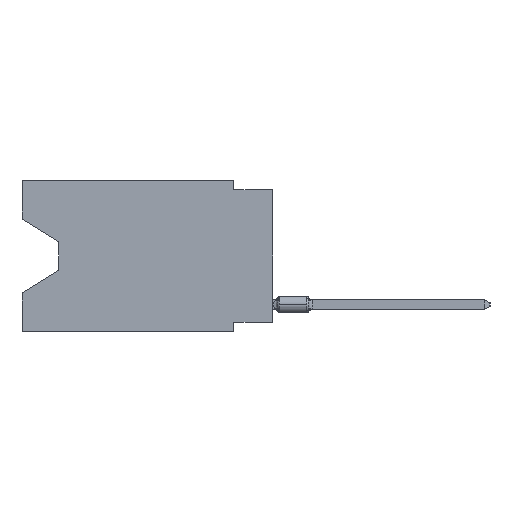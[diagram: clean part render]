
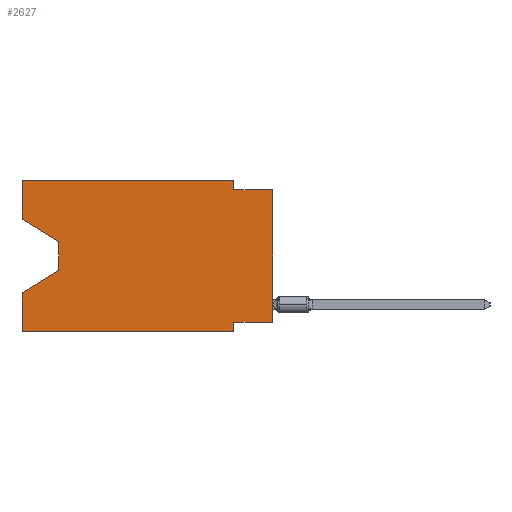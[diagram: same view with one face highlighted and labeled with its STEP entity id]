
A CAD part, left-side view. The second image highlights one B-rep face of the part: STEP entity #2627.
In plain terms, the highlighted planar face has unit normal (-1, 0, 0).
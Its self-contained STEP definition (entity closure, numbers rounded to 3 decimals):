
#402 = CARTESIAN_POINT ( 'NONE',  ( 0., 0., -9.271 ) ) ;
#593 = LINE ( 'NONE', #23870, #1624 ) ;
#1624 = VECTOR ( 'NONE', #9739, 1000. ) ;
#1889 = FACE_OUTER_BOUND ( 'NONE', #39557, .T. ) ;
#2396 = DIRECTION ( 'NONE',  ( 0., -1., 0. ) ) ;
#2513 = CARTESIAN_POINT ( 'NONE',  ( 0., 0., -0.635 ) ) ;
#2604 = ORIENTED_EDGE ( 'NONE', *, *, #21405, .F. ) ;
#2627 = ADVANCED_FACE ( 'NONE', ( #1889 ), #41209, .F. ) ;
#3169 = VECTOR ( 'NONE', #41608, 1000. ) ;
#3524 = CARTESIAN_POINT ( 'NONE',  ( 0., 13.97, -5.893 ) ) ;
#4102 = CARTESIAN_POINT ( 'NONE',  ( 0., 2.54, -9.906 ) ) ;
#5460 = LINE ( 'NONE', #12414, #20451 ) ;
#5979 = VERTEX_POINT ( 'NONE', #26150 ) ;
#6313 = LINE ( 'NONE', #22203, #18341 ) ;
#6341 = CARTESIAN_POINT ( 'NONE',  ( 0., 16.383, -2.546 ) ) ;
#6512 = VECTOR ( 'NONE', #33982, 1000. ) ;
#6739 = ORIENTED_EDGE ( 'NONE', *, *, #17135, .T. ) ;
#7660 = LINE ( 'NONE', #31128, #14770 ) ;
#8222 = DIRECTION ( 'NONE',  ( 0., 0., -1. ) ) ;
#8936 = VERTEX_POINT ( 'NONE', #12992 ) ;
#9260 = DIRECTION ( 'NONE',  ( 0., 0., -1. ) ) ;
#9305 = ORIENTED_EDGE ( 'NONE', *, *, #13006, .F. ) ;
#9739 = DIRECTION ( 'NONE',  ( 0., 0., 1. ) ) ;
#9745 = VERTEX_POINT ( 'NONE', #4102 ) ;
#11475 = LINE ( 'NONE', #24741, #30643 ) ;
#11497 = DIRECTION ( 'NONE',  ( 1., 0., 0. ) ) ;
#11685 = VERTEX_POINT ( 'NONE', #29341 ) ;
#12414 = CARTESIAN_POINT ( 'NONE',  ( 0., 16.383, 0. ) ) ;
#12992 = CARTESIAN_POINT ( 'NONE',  ( 0., 2.54, -9.271 ) ) ;
#13006 = EDGE_CURVE ( 'NONE', #11685, #35977, #38461, .T. ) ;
#13510 = ORIENTED_EDGE ( 'NONE', *, *, #19895, .T. ) ;
#14770 = VECTOR ( 'NONE', #41059, 1000. ) ;
#15438 = DIRECTION ( 'NONE',  ( 0., 0., 1. ) ) ;
#15807 = ORIENTED_EDGE ( 'NONE', *, *, #20010, .T. ) ;
#16080 = CARTESIAN_POINT ( 'NONE',  ( 0., 0., -0.635 ) ) ;
#16744 = ORIENTED_EDGE ( 'NONE', *, *, #25009, .T. ) ;
#16832 = CARTESIAN_POINT ( 'NONE',  ( 0., 16.383, -9.906 ) ) ;
#17135 = EDGE_CURVE ( 'NONE', #24609, #34308, #18809, .T. ) ;
#17457 = VECTOR ( 'NONE', #2396, 1000. ) ;
#17476 = CARTESIAN_POINT ( 'NONE',  ( 0., 0., 0. ) ) ;
#17722 = CARTESIAN_POINT ( 'NONE',  ( 0., 13.97, -4.013 ) ) ;
#17914 = LINE ( 'NONE', #17476, #6512 ) ;
#18341 = VECTOR ( 'NONE', #35883, 1000. ) ;
#18809 = LINE ( 'NONE', #22301, #34391 ) ;
#18811 = ORIENTED_EDGE ( 'NONE', *, *, #25120, .F. ) ;
#18952 = VECTOR ( 'NONE', #34874, 1000. ) ;
#19895 = EDGE_CURVE ( 'NONE', #34308, #28756, #25772, .T. ) ;
#20010 = EDGE_CURVE ( 'NONE', #42475, #35977, #17914, .T. ) ;
#20451 = VECTOR ( 'NONE', #15438, 1000. ) ;
#21405 = EDGE_CURVE ( 'NONE', #22966, #24744, #593, .T. ) ;
#22203 = CARTESIAN_POINT ( 'NONE',  ( 0., 2.54, 0. ) ) ;
#22301 = CARTESIAN_POINT ( 'NONE',  ( 0., 13.97, -4.013 ) ) ;
#22473 = CARTESIAN_POINT ( 'NONE',  ( 0., 16.383, 0. ) ) ;
#22527 = DIRECTION ( 'NONE',  ( 0., 0.855, -0.519 ) ) ;
#22656 = ORIENTED_EDGE ( 'NONE', *, *, #40977, .F. ) ;
#22966 = VERTEX_POINT ( 'NONE', #6341 ) ;
#23083 = CARTESIAN_POINT ( 'NONE',  ( 0., 16.383, -7.36 ) ) ;
#23768 = ORIENTED_EDGE ( 'NONE', *, *, #36794, .F. ) ;
#23809 = ORIENTED_EDGE ( 'NONE', *, *, #25081, .F. ) ;
#23870 = CARTESIAN_POINT ( 'NONE',  ( 0., 16.383, 0. ) ) ;
#24226 = EDGE_CURVE ( 'NONE', #22966, #24609, #11475, .T. ) ;
#24609 = VERTEX_POINT ( 'NONE', #17722 ) ;
#24741 = CARTESIAN_POINT ( 'NONE',  ( 0., 16.383, -2.546 ) ) ;
#24744 = VERTEX_POINT ( 'NONE', #22473 ) ;
#24826 = CARTESIAN_POINT ( 'NONE',  ( 0., 2.54, -9.906 ) ) ;
#25009 = EDGE_CURVE ( 'NONE', #31970, #9745, #7660, .T. ) ;
#25029 = DIRECTION ( 'NONE',  ( 0., 0., -1. ) ) ;
#25081 = EDGE_CURVE ( 'NONE', #8936, #9745, #41926, .T. ) ;
#25120 = EDGE_CURVE ( 'NONE', #31970, #28756, #5460, .T. ) ;
#25121 = LINE ( 'NONE', #32287, #18952 ) ;
#25772 = LINE ( 'NONE', #41789, #35654 ) ;
#26141 = ORIENTED_EDGE ( 'NONE', *, *, #28434, .F. ) ;
#26150 = CARTESIAN_POINT ( 'NONE',  ( 0., 2.54, 0. ) ) ;
#27905 = ORIENTED_EDGE ( 'NONE', *, *, #24226, .T. ) ;
#28434 = EDGE_CURVE ( 'NONE', #42475, #8936, #38999, .T. ) ;
#28756 = VERTEX_POINT ( 'NONE', #23083 ) ;
#29341 = CARTESIAN_POINT ( 'NONE',  ( 0., 2.54, -0.635 ) ) ;
#30643 = VECTOR ( 'NONE', #39961, 1000. ) ;
#31128 = CARTESIAN_POINT ( 'NONE',  ( 0., 16.383, -9.906 ) ) ;
#31970 = VERTEX_POINT ( 'NONE', #16832 ) ;
#32287 = CARTESIAN_POINT ( 'NONE',  ( 0., 16.383, 0. ) ) ;
#32525 = CARTESIAN_POINT ( 'NONE',  ( 0., 0., -9.271 ) ) ;
#33982 = DIRECTION ( 'NONE',  ( 0., 0., 1. ) ) ;
#34308 = VERTEX_POINT ( 'NONE', #3524 ) ;
#34391 = VECTOR ( 'NONE', #9260, 1000. ) ;
#34874 = DIRECTION ( 'NONE',  ( 0., -1., 0. ) ) ;
#35365 = AXIS2_PLACEMENT_3D ( 'NONE', #40980, #11497, #8222 ) ;
#35654 = VECTOR ( 'NONE', #22527, 1000. ) ;
#35883 = DIRECTION ( 'NONE',  ( 0., 0., -1. ) ) ;
#35977 = VERTEX_POINT ( 'NONE', #2513 ) ;
#36794 = EDGE_CURVE ( 'NONE', #5979, #11685, #6313, .T. ) ;
#38461 = LINE ( 'NONE', #16080, #17457 ) ;
#38999 = LINE ( 'NONE', #32525, #3169 ) ;
#39557 = EDGE_LOOP ( 'NONE', ( #27905, #6739, #13510, #18811, #16744, #23809, #26141, #15807, #9305, #23768, #22656, #2604 ) ) ;
#39961 = DIRECTION ( 'NONE',  ( 0., -0.855, -0.519 ) ) ;
#40405 = VECTOR ( 'NONE', #25029, 1000. ) ;
#40977 = EDGE_CURVE ( 'NONE', #24744, #5979, #25121, .T. ) ;
#40980 = CARTESIAN_POINT ( 'NONE',  ( 0., 16.383, 0. ) ) ;
#41059 = DIRECTION ( 'NONE',  ( 0., -1., 0. ) ) ;
#41209 = PLANE ( 'NONE',  #35365 ) ;
#41608 = DIRECTION ( 'NONE',  ( 0., 1., 0. ) ) ;
#41789 = CARTESIAN_POINT ( 'NONE',  ( 0., 13.97, -5.893 ) ) ;
#41926 = LINE ( 'NONE', #24826, #40405 ) ;
#42475 = VERTEX_POINT ( 'NONE', #402 ) ;
